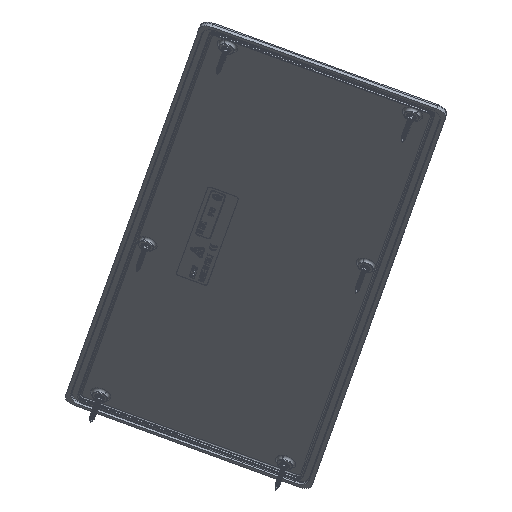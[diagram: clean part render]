
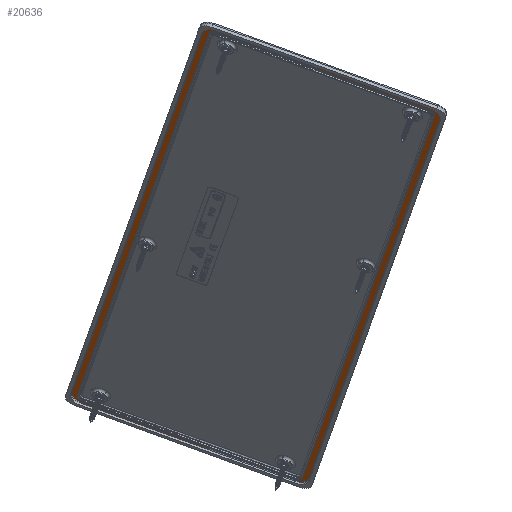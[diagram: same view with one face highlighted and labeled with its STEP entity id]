
A CAD part, left-side view. The second image highlights one B-rep face of the part: STEP entity #20636.
In plain terms, the highlighted face is planar.
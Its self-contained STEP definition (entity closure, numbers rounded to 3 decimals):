
#20109=CARTESIAN_POINT('Axis2P3D Location',(-244.7,-79.7,2.3)) ;
#20113=CARTESIAN_POINT('Vertex',(-249.23,-79.7,2.3)) ;
#20115=CARTESIAN_POINT('Vertex',(-244.7,-84.23,2.3)) ;
#20144=CARTESIAN_POINT('Vertex',(244.7,-84.23,2.3)) ;
#20147=CARTESIAN_POINT('Line Origine',(-126.735,-84.23,2.3)) ;
#20168=CARTESIAN_POINT('Vertex',(249.23,-79.7,2.3)) ;
#20171=CARTESIAN_POINT('Axis2P3D Location',(244.7,-79.7,2.3)) ;
#20192=CARTESIAN_POINT('Vertex',(249.23,79.7,2.3)) ;
#20195=CARTESIAN_POINT('Line Origine',(249.23,-44.235,2.3)) ;
#20212=CARTESIAN_POINT('Axis2P3D Location',(244.7,79.7,2.3)) ;
#20216=CARTESIAN_POINT('Vertex',(244.7,84.23,2.3)) ;
#20236=CARTESIAN_POINT('Line Origine',(-126.735,84.23,2.3)) ;
#20240=CARTESIAN_POINT('Vertex',(-244.7,84.23,2.3)) ;
#20264=CARTESIAN_POINT('Vertex',(-249.23,79.7,2.3)) ;
#20267=CARTESIAN_POINT('Axis2P3D Location',(-244.7,79.7,2.3)) ;
#20284=CARTESIAN_POINT('Line Origine',(-249.23,-44.235,2.3)) ;
#20555=CARTESIAN_POINT('Axis2P3D Location',(0.,0.,2.3)) ;
#20560=CARTESIAN_POINT('Line Origine',(-253.47,0.,2.3)) ;
#20564=CARTESIAN_POINT('Vertex',(-253.47,79.7,2.3)) ;
#20566=CARTESIAN_POINT('Vertex',(-253.47,-79.7,2.3)) ;
#20569=CARTESIAN_POINT('Axis2P3D Location',(-244.7,-79.7,2.3)) ;
#20573=CARTESIAN_POINT('Vertex',(-244.7,-88.47,2.3)) ;
#20576=CARTESIAN_POINT('Line Origine',(0.,-88.47,2.3)) ;
#20580=CARTESIAN_POINT('Vertex',(244.7,-88.47,2.3)) ;
#20583=CARTESIAN_POINT('Axis2P3D Location',(244.7,-79.7,2.3)) ;
#20587=CARTESIAN_POINT('Vertex',(253.47,-79.7,2.3)) ;
#20590=CARTESIAN_POINT('Line Origine',(253.47,0.,2.3)) ;
#20594=CARTESIAN_POINT('Vertex',(253.47,79.7,2.3)) ;
#20597=CARTESIAN_POINT('Axis2P3D Location',(244.7,79.7,2.3)) ;
#20601=CARTESIAN_POINT('Vertex',(244.7,88.47,2.3)) ;
#20604=CARTESIAN_POINT('Line Origine',(0.,88.47,2.3)) ;
#20608=CARTESIAN_POINT('Vertex',(-244.7,88.47,2.3)) ;
#20611=CARTESIAN_POINT('Axis2P3D Location',(-244.7,79.7,2.3)) ;
#20110=DIRECTION('Axis2P3D Direction',(0.,-0.,1.)) ;
#20148=DIRECTION('Vector Direction',(1.,0.,0.)) ;
#20172=DIRECTION('Axis2P3D Direction',(0.,0.,-1.)) ;
#20196=DIRECTION('Vector Direction',(0.,-1.,0.)) ;
#20213=DIRECTION('Axis2P3D Direction',(0.,0.,1.)) ;
#20237=DIRECTION('Vector Direction',(-1.,0.,0.)) ;
#20268=DIRECTION('Axis2P3D Direction',(0.,-0.,-1.)) ;
#20285=DIRECTION('Vector Direction',(0.,1.,0.)) ;
#20556=DIRECTION('Axis2P3D Direction',(0.,0.,1.)) ;
#20557=DIRECTION('Axis2P3D XDirection',(1.,0.,0.)) ;
#20561=DIRECTION('Vector Direction',(0.,1.,0.)) ;
#20570=DIRECTION('Axis2P3D Direction',(0.,0.,1.)) ;
#20577=DIRECTION('Vector Direction',(1.,0.,0.)) ;
#20584=DIRECTION('Axis2P3D Direction',(0.,0.,1.)) ;
#20591=DIRECTION('Vector Direction',(0.,1.,0.)) ;
#20598=DIRECTION('Axis2P3D Direction',(0.,0.,1.)) ;
#20605=DIRECTION('Vector Direction',(1.,0.,0.)) ;
#20612=DIRECTION('Axis2P3D Direction',(0.,0.,1.)) ;
#20111=AXIS2_PLACEMENT_3D('Circle Axis2P3D',#20109,#20110,$) ;
#20173=AXIS2_PLACEMENT_3D('Circle Axis2P3D',#20171,#20172,$) ;
#20214=AXIS2_PLACEMENT_3D('Circle Axis2P3D',#20212,#20213,$) ;
#20269=AXIS2_PLACEMENT_3D('Circle Axis2P3D',#20267,#20268,$) ;
#20558=AXIS2_PLACEMENT_3D('Plane Axis2P3D',#20555,#20556,#20557) ;
#20571=AXIS2_PLACEMENT_3D('Circle Axis2P3D',#20569,#20570,$) ;
#20585=AXIS2_PLACEMENT_3D('Circle Axis2P3D',#20583,#20584,$) ;
#20599=AXIS2_PLACEMENT_3D('Circle Axis2P3D',#20597,#20598,$) ;
#20613=AXIS2_PLACEMENT_3D('Circle Axis2P3D',#20611,#20612,$) ;
#20617=ORIENTED_EDGE('',*,*,#20568,.T.) ;
#20618=ORIENTED_EDGE('',*,*,#20575,.F.) ;
#20619=ORIENTED_EDGE('',*,*,#20582,.T.) ;
#20620=ORIENTED_EDGE('',*,*,#20589,.T.) ;
#20621=ORIENTED_EDGE('',*,*,#20596,.F.) ;
#20622=ORIENTED_EDGE('',*,*,#20603,.F.) ;
#20623=ORIENTED_EDGE('',*,*,#20610,.F.) ;
#20624=ORIENTED_EDGE('',*,*,#20615,.T.) ;
#20627=ORIENTED_EDGE('',*,*,#20288,.T.) ;
#20628=ORIENTED_EDGE('',*,*,#20271,.T.) ;
#20629=ORIENTED_EDGE('',*,*,#20242,.F.) ;
#20630=ORIENTED_EDGE('',*,*,#20218,.F.) ;
#20631=ORIENTED_EDGE('',*,*,#20199,.F.) ;
#20632=ORIENTED_EDGE('',*,*,#20175,.T.) ;
#20633=ORIENTED_EDGE('',*,*,#20151,.T.) ;
#20634=ORIENTED_EDGE('',*,*,#20117,.F.) ;
#20635=FACE_BOUND('',#20626,.T.) ;
#20149=VECTOR('Line Direction',#20148,1.) ;
#20197=VECTOR('Line Direction',#20196,1.) ;
#20238=VECTOR('Line Direction',#20237,1.) ;
#20286=VECTOR('Line Direction',#20285,1.) ;
#20562=VECTOR('Line Direction',#20561,1.) ;
#20578=VECTOR('Line Direction',#20577,1.) ;
#20592=VECTOR('Line Direction',#20591,1.) ;
#20606=VECTOR('Line Direction',#20605,1.) ;
#20636=ADVANCED_FACE('PartBody',(#20625,#20635),#20559,.T.) ;
#20112=CIRCLE('generated circle',#20111,4.53) ;
#20174=CIRCLE('generated circle',#20173,4.53) ;
#20215=CIRCLE('generated circle',#20214,4.53) ;
#20270=CIRCLE('generated circle',#20269,4.53) ;
#20572=CIRCLE('generated circle',#20571,8.77) ;
#20586=CIRCLE('generated circle',#20585,8.77) ;
#20600=CIRCLE('generated circle',#20599,8.77) ;
#20614=CIRCLE('generated circle',#20613,8.77) ;
#20117=EDGE_CURVE('',#20114,#20116,#20112,.T.) ;
#20151=EDGE_CURVE('',#20145,#20116,#20150,.F.) ;
#20175=EDGE_CURVE('',#20169,#20145,#20174,.T.) ;
#20199=EDGE_CURVE('',#20169,#20193,#20198,.F.) ;
#20218=EDGE_CURVE('',#20193,#20217,#20215,.T.) ;
#20242=EDGE_CURVE('',#20217,#20241,#20239,.T.) ;
#20271=EDGE_CURVE('',#20265,#20241,#20270,.T.) ;
#20288=EDGE_CURVE('',#20114,#20265,#20287,.T.) ;
#20568=EDGE_CURVE('',#20565,#20567,#20563,.F.) ;
#20575=EDGE_CURVE('',#20574,#20567,#20572,.F.) ;
#20582=EDGE_CURVE('',#20574,#20581,#20579,.T.) ;
#20589=EDGE_CURVE('',#20581,#20588,#20586,.T.) ;
#20596=EDGE_CURVE('',#20595,#20588,#20593,.F.) ;
#20603=EDGE_CURVE('',#20602,#20595,#20600,.F.) ;
#20610=EDGE_CURVE('',#20609,#20602,#20607,.T.) ;
#20615=EDGE_CURVE('',#20609,#20565,#20614,.T.) ;
#20616=EDGE_LOOP('',(#20617,#20618,#20619,#20620,#20621,#20622,#20623,#20624)) ;
#20626=EDGE_LOOP('',(#20627,#20628,#20629,#20630,#20631,#20632,#20633,#20634)) ;
#20625=FACE_OUTER_BOUND('',#20616,.T.) ;
#20150=LINE('Line',#20147,#20149) ;
#20198=LINE('Line',#20195,#20197) ;
#20239=LINE('Line',#20236,#20238) ;
#20287=LINE('Line',#20284,#20286) ;
#20563=LINE('Line',#20560,#20562) ;
#20579=LINE('Line',#20576,#20578) ;
#20593=LINE('Line',#20590,#20592) ;
#20607=LINE('Line',#20604,#20606) ;
#20559=PLANE('',#20558) ;
#20114=VERTEX_POINT('',#20113) ;
#20116=VERTEX_POINT('',#20115) ;
#20145=VERTEX_POINT('',#20144) ;
#20169=VERTEX_POINT('',#20168) ;
#20193=VERTEX_POINT('',#20192) ;
#20217=VERTEX_POINT('',#20216) ;
#20241=VERTEX_POINT('',#20240) ;
#20265=VERTEX_POINT('',#20264) ;
#20565=VERTEX_POINT('',#20564) ;
#20567=VERTEX_POINT('',#20566) ;
#20574=VERTEX_POINT('',#20573) ;
#20581=VERTEX_POINT('',#20580) ;
#20588=VERTEX_POINT('',#20587) ;
#20595=VERTEX_POINT('',#20594) ;
#20602=VERTEX_POINT('',#20601) ;
#20609=VERTEX_POINT('',#20608) ;
